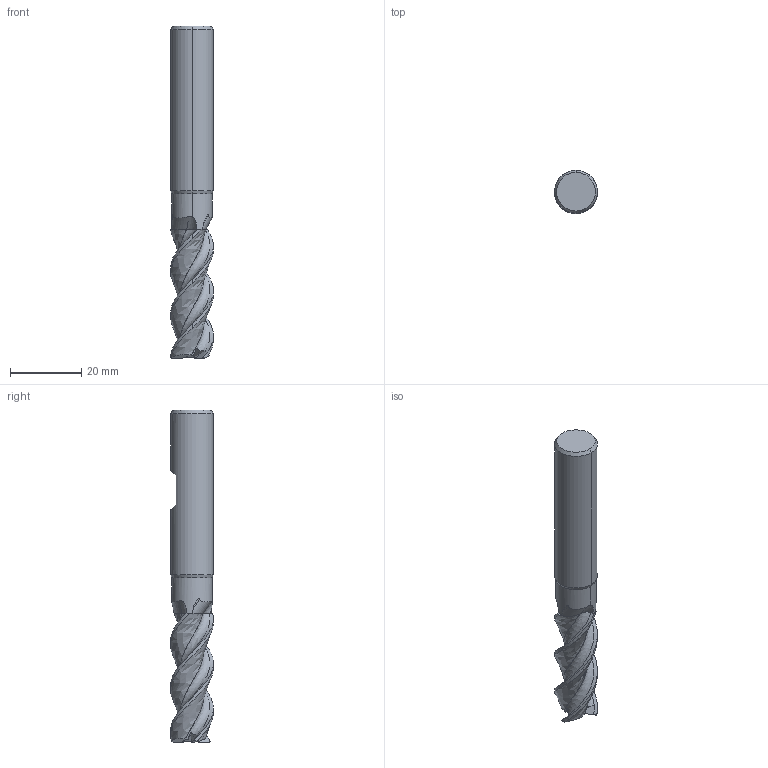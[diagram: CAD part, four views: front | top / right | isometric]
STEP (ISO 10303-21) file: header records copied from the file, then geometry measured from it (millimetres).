
FILE_DESCRIPTION(('no description'),'unknown implementation level');
FILE_NAME('EXN1-M02-0164-12-Detail.stp',' ',('CIMSOURCE GmbH'),('CADClick - KiM GmbH - www.kimweb.de'),'unknown preprocess','ACIS','unknown authorization');
FILE_SCHEMA(('automotive_design'));
Length unit declared in the file: millimetre
Products named in the file (2): NOCUT; CUT
Bounding box: 12 x 12 x 93 mm (x, y, z)
Volume: 8350.1 mm3; surface area: 4958.5 mm2
Topology: 2 solids, 2 shells, 108 faces, 308 edges, 202 vertices
Faces by surface type: plane 41, bspline 27, cone 17, revolution 12, cylinder 8, torus 3
Entity records: 21592 total; most frequent: CARTESIAN_POINT 15608, STYLED_ITEM 620, PRESENTATION_STYLE_ASSIGNMENT 620, COLOUR_RGB 620, ORIENTED_EDGE 616, DIRECTION 406, EDGE_CURVE 308, CURVE_STYLE 308
